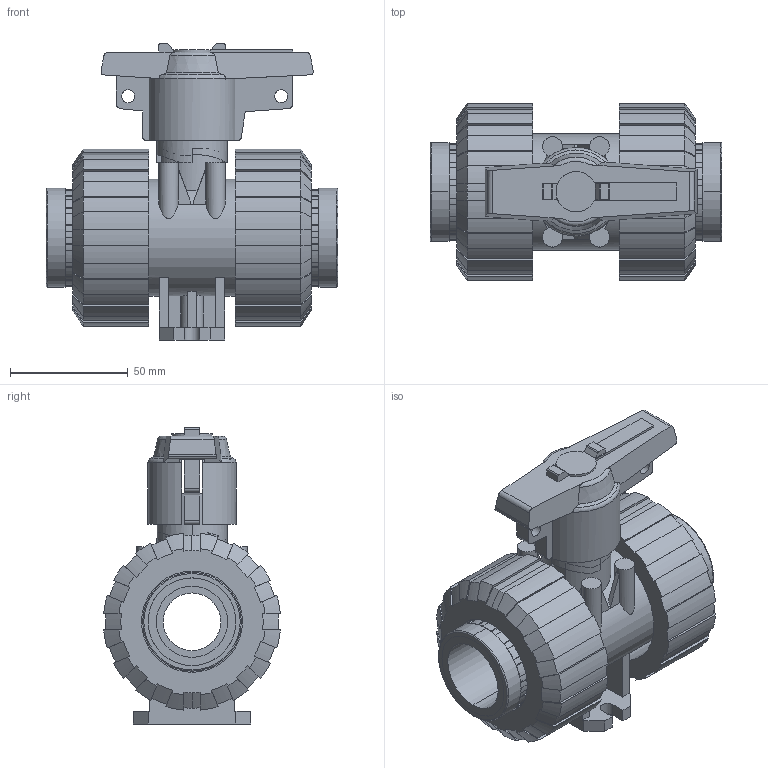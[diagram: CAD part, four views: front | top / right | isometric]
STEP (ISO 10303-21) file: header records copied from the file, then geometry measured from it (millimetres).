
FILE_DESCRIPTION(('STEP AP214'),'1');
FILE_NAME('cctmp_AF7A682F-CD93-4B65-B9AF-4284A86777DB_2021_10_21_07_40_13_0499..stp','2021-10-21T05:40:13',('Praher Valves GmbH'),('CADClick - www.CADClick.com'),'Spatial InterOp 3D',' ','unknown authorization');
FILE_SCHEMA(('AUTOMOTIVE_DESIGN'));
Length unit declared in the file: millimetre
Products named in the file (7): cc_unnamed; 210264_5; 210264_4; 210264_3; 210264_2; 210264_1; 210264
Assembly tree (6 placements, depth 2):
  cc_unnamed
    210264_5
    210264_4
    210264_3
    210264_2
    210264_1
    210264
Bounding box: 124 x 75.17 x 125.93 mm (x, y, z)
Volume: 358202.5 mm3; surface area: 106792.5 mm2
Topology: 8 solids, 8 shells, 634 faces, 1746 edges, 1138 vertices
Faces by surface type: plane 322, cone 156, cylinder 146, torus 10
Entity records: 26319 total; most frequent: CARTESIAN_POINT 5066, ORIENTED_EDGE 3492, DIRECTION 3330, EDGE_CURVE 1746, AXIS2_PLACEMENT_3D 1265, VERTEX_POINT 1138, LINE 800, VECTOR 800
